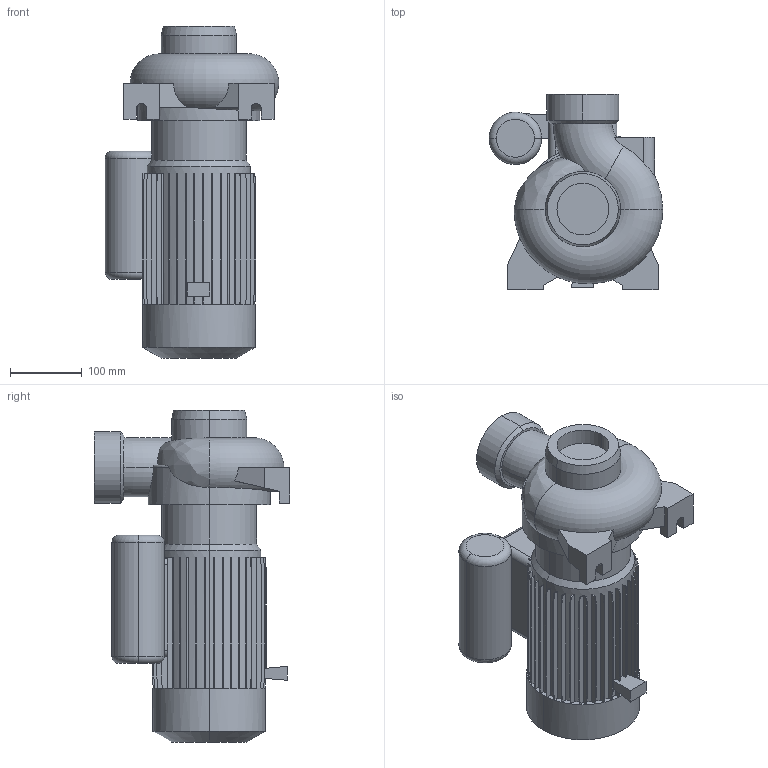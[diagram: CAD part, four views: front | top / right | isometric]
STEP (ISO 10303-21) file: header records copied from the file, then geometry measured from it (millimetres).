
FILE_DESCRIPTION (( 'STEP AP214' ), '1' );
FILE_NAME ('10013814swp00.step', '2022-02-10T10:34:54', ( '' ), ( '' ), 'SwSTEP 2.0', 'SolidWorks 2020', '' );
FILE_SCHEMA (( 'AUTOMOTIVE_DESIGN' ));
Length unit declared in the file: millimetre
Products named in the file (1): 10013814swp00
Bounding box: 242.09 x 272 x 463 mm (x, y, z)
Volume: 10456385.6 mm3; surface area: 502750.5 mm2
Topology: 1 solids, 1 shells, 362 faces, 1033 edges, 680 vertices
Faces by surface type: plane 305, cylinder 33, cone 13, torus 10, bspline 1
Entity records: 12663 total; most frequent: CARTESIAN_POINT 3104, ORIENTED_EDGE 2066, DIRECTION 1867, EDGE_CURVE 1033, LINE 821, VECTOR 821, VERTEX_POINT 680, AXIS2_PLACEMENT_3D 523
